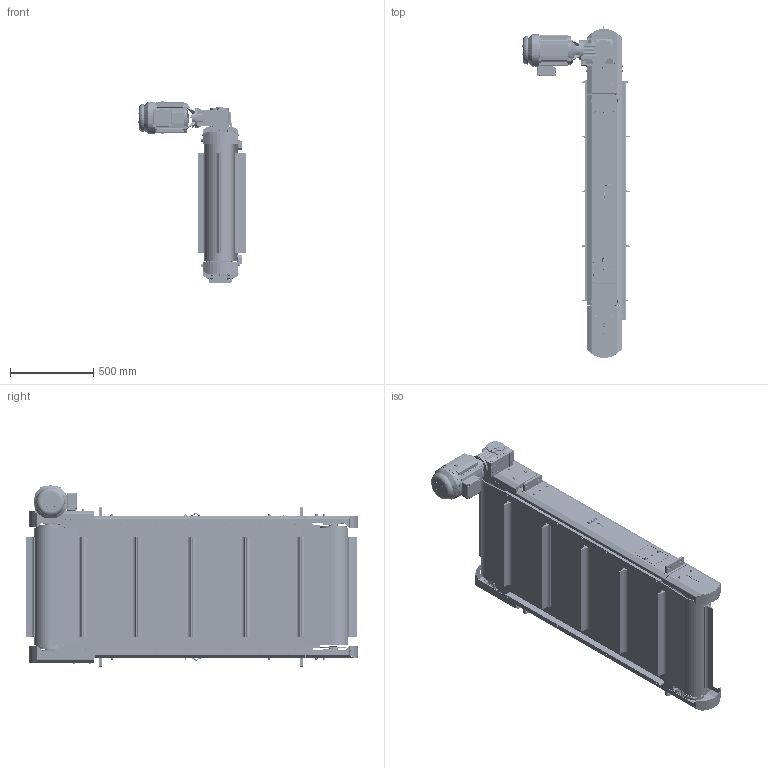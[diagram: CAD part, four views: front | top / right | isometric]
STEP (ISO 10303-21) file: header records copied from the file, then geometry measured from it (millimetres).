
FILE_DESCRIPTION(/* description */ (''),/* implementation_level */ '2;1');
FILE_NAME(/* name */ 'RONC120341.stp',/* time_stamp */ '2023-03-27T14:28:16+02:00',/* author */ ('PH'),/* organization */ (''),/* preprocessor_version */ 'ST-DEVELOPER v18.1',/* originating_system */ 'Autodesk Inventor 2021',/* authorisation */ '');
FILE_SCHEMA (('AUTOMOTIVE_DESIGN { 1 0 10303 214 3 1 1 }'));
Products named in the file (1): RONC120341
Bounding box: 647 x 1990.2 x 1088.1 mm (x, y, z)
Volume: 80182399 mm3; surface area: 18369763.7 mm2
Topology: 25 solids, 25 shells, 8548 faces, 22342 edges, 14278 vertices
Faces by surface type: plane 5114, cylinder 1753, bspline 801, cone 705, torus 128, sphere 47
Full cylindrical faces by diameter (mm): 3.15 x2, 4 x3, 4.917 x7, 5.459 x8, 6 x74, 6.4 x4, 6.5 x10, 6.6 x18, 6.647 x9, 6.917 x3, 7 x32, 7.318 x1, 7.323 x15, 8 x71, 8.376 x1, 8.4 x26, 8.5 x8, 8.566 x3, 8.7 x8, 9 x19, 9.188 x7, 9.59 x14, 9.6 x6, 10 x44, 10.5 x5, 11 x17, 11.4 x15, 12 x14, 12.5 x2, 13 x36
Entity records: 281327 total; most frequent: CARTESIAN_POINT 67916, ORIENTED_EDGE 44516, DIRECTION 39710, EDGE_CURVE 22258, VERTEX_POINT 14286, LINE 13618, VECTOR 13618, AXIS2_PLACEMENT_3D 13046
